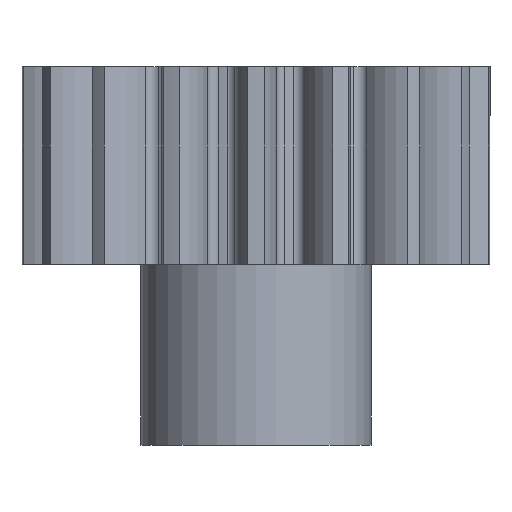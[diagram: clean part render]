
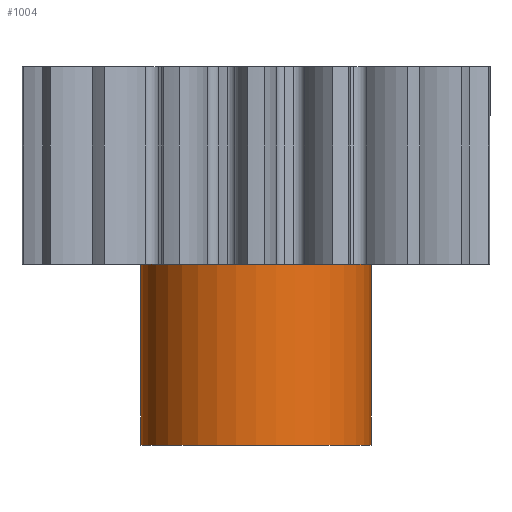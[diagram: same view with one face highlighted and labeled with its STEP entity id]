
A CAD part, front view. The second image highlights one B-rep face of the part: STEP entity #1004.
In plain terms, the highlighted cylindrical face has radius 7 mm (diameter 14 mm), a partial arc.
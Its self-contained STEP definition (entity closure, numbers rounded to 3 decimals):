
#921 = EDGE_CURVE ( 'NONE', #1427, #1432, #2692, .T. ) ;
#950 = EDGE_CURVE ( 'NONE', #1430, #1414, #2959, .T. ) ;
#971 = ORIENTED_EDGE ( 'NONE', *, *, #950, .T. ) ;
#972 = ORIENTED_EDGE ( 'NONE', *, *, #1434, .F. ) ;
#993 = EDGE_LOOP ( 'NONE', ( #972, #971, #1074, #1000 ) ) ;
#1000 = ORIENTED_EDGE ( 'NONE', *, *, #921, .F. ) ;
#1004 = ADVANCED_FACE ( 'NONE', ( #2980 ), #3011, .T. ) ;
#1074 = ORIENTED_EDGE ( 'NONE', *, *, #1450, .T. ) ;
#1414 = VERTEX_POINT ( 'NONE', #3959 ) ;
#1427 = VERTEX_POINT ( 'NONE', #3980 ) ;
#1430 = VERTEX_POINT ( 'NONE', #3961 ) ;
#1432 = VERTEX_POINT ( 'NONE', #3981 ) ;
#1434 = EDGE_CURVE ( 'NONE', #1430, #1427, #3733, .T. ) ;
#1450 = EDGE_CURVE ( 'NONE', #1414, #1432, #3788, .T. ) ;
#2689 = CARTESIAN_POINT ( 'NONE',  ( 0., 0., 0. ) ) ;
#2690 = AXIS2_PLACEMENT_3D ( 'NONE', #2689, #2812, #2757 ) ;
#2692 = CIRCLE ( 'NONE', #2690, 7. ) ;
#2757 = DIRECTION ( 'NONE',  ( 1., 0., 0. ) ) ;
#2812 = DIRECTION ( 'NONE',  ( 0., 0., 1. ) ) ;
#2949 = DIRECTION ( 'NONE',  ( 1., 0., 0. ) ) ;
#2950 = DIRECTION ( 'NONE',  ( 0., 0., 1. ) ) ;
#2951 = CARTESIAN_POINT ( 'NONE',  ( 0., 0., -11. ) ) ;
#2952 = AXIS2_PLACEMENT_3D ( 'NONE', #2951, #2950, #2949 ) ;
#2959 = CIRCLE ( 'NONE', #2952, 7. ) ;
#2977 = DIRECTION ( 'NONE',  ( 1., 0., 0. ) ) ;
#2980 = FACE_OUTER_BOUND ( 'NONE', #993, .T. ) ;
#2987 = DIRECTION ( 'NONE',  ( 0., 0., 1. ) ) ;
#3006 = AXIS2_PLACEMENT_3D ( 'NONE', #3028, #2987, #2977 ) ;
#3011 = CYLINDRICAL_SURFACE ( 'NONE', #3006, 7. ) ;
#3028 = CARTESIAN_POINT ( 'NONE',  ( 0., 0., -11. ) ) ;
#3733 = LINE ( 'NONE', #3762, #3769 ) ;
#3761 = DIRECTION ( 'NONE',  ( 0., 0., 1. ) ) ;
#3762 = CARTESIAN_POINT ( 'NONE',  ( -7., 0., -11. ) ) ;
#3769 = VECTOR ( 'NONE', #3761, 1000. ) ;
#3788 = LINE ( 'NONE', #3802, #3793 ) ;
#3792 = DIRECTION ( 'NONE',  ( 0., 0., 1. ) ) ;
#3793 = VECTOR ( 'NONE', #3792, 1000. ) ;
#3802 = CARTESIAN_POINT ( 'NONE',  ( 7., 0., -11. ) ) ;
#3959 = CARTESIAN_POINT ( 'NONE',  ( 7., 0., -11. ) ) ;
#3961 = CARTESIAN_POINT ( 'NONE',  ( -7., 0., -11. ) ) ;
#3980 = CARTESIAN_POINT ( 'NONE',  ( -7., 0., 0. ) ) ;
#3981 = CARTESIAN_POINT ( 'NONE',  ( 7., 0., 0. ) ) ;
